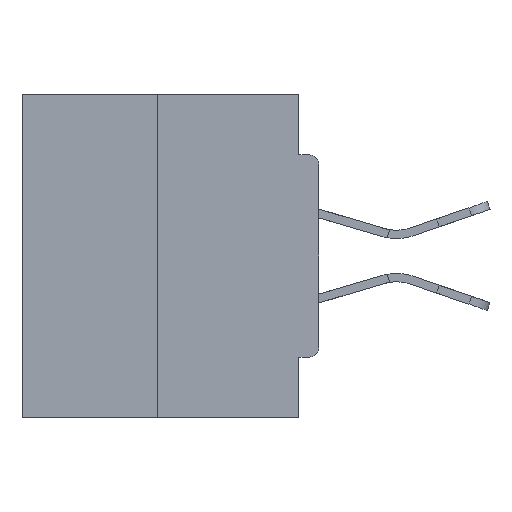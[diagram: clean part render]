
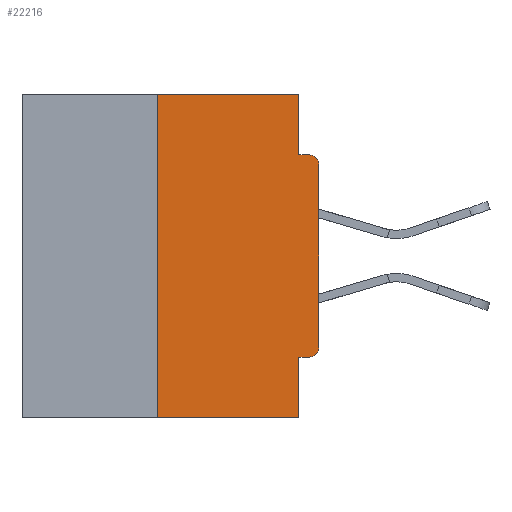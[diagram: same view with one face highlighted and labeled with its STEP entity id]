
A CAD part, left-side view. The second image highlights one B-rep face of the part: STEP entity #22216.
In plain terms, the highlighted planar face has unit normal (-1, 0, 0).
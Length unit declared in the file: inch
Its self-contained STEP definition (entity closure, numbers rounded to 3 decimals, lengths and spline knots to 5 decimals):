
#84 = CARTESIAN_POINT ( 'NONE',  ( 0., 0.46, 0. ) ) ;
#1048 = VERTEX_POINT ( 'NONE', #28736 ) ;
#1213 = CARTESIAN_POINT ( 'NONE',  ( 0., 0., 0. ) ) ;
#1560 = VECTOR ( 'NONE', #22011, 39.37008 ) ;
#1687 = LINE ( 'NONE', #6987, #13972 ) ;
#2302 = EDGE_LOOP ( 'NONE', ( #23672, #31977, #14554, #24458, #5401, #6706, #21474, #22013, #21057, #27142 ) ) ;
#2774 = EDGE_CURVE ( 'NONE', #9725, #14853, #17927, .T. ) ;
#2830 = FACE_OUTER_BOUND ( 'NONE', #2302, .T. ) ;
#2953 = DIRECTION ( 'NONE',  ( -1., 0., 0. ) ) ;
#3265 = LINE ( 'NONE', #84, #1560 ) ;
#3363 = LINE ( 'NONE', #1213, #24009 ) ;
#4376 = EDGE_CURVE ( 'NONE', #1048, #25177, #20404, .T. ) ;
#5270 = VERTEX_POINT ( 'NONE', #33088 ) ;
#5289 = EDGE_CURVE ( 'NONE', #5270, #26126, #3363, .T. ) ;
#5401 = ORIENTED_EDGE ( 'NONE', *, *, #2774, .F. ) ;
#6619 = CARTESIAN_POINT ( 'NONE',  ( 0., 0.031, 0. ) ) ;
#6706 = ORIENTED_EDGE ( 'NONE', *, *, #18907, .T. ) ;
#6987 = CARTESIAN_POINT ( 'NONE',  ( 0., 0., -0.0935 ) ) ;
#8057 = DIRECTION ( 'NONE',  ( 0., -1., 0. ) ) ;
#8597 = CARTESIAN_POINT ( 'NONE',  ( 0., 0.015, -0.1085 ) ) ;
#9725 = VERTEX_POINT ( 'NONE', #33190 ) ;
#10069 = EDGE_CURVE ( 'NONE', #33663, #21023, #23574, .T. ) ;
#10750 = DIRECTION ( 'NONE',  ( 0., 0., -1. ) ) ;
#10834 = AXIS2_PLACEMENT_3D ( 'NONE', #15726, #16244, #16072 ) ;
#10863 = CARTESIAN_POINT ( 'NONE',  ( 0., 0.46, -0.5 ) ) ;
#11004 = VECTOR ( 'NONE', #20767, 39.37008 ) ;
#11322 = CARTESIAN_POINT ( 'NONE',  ( 0., 0.031, 0. ) ) ;
#11763 = LINE ( 'NONE', #19892, #27695 ) ;
#12673 = CARTESIAN_POINT ( 'NONE',  ( 0., 0.015, -0.0935 ) ) ;
#13391 = CARTESIAN_POINT ( 'NONE',  ( 0., 0.015, -0.3915 ) ) ;
#13926 = EDGE_CURVE ( 'NONE', #21023, #20847, #1687, .T. ) ;
#13972 = VECTOR ( 'NONE', #28573, 39.37008 ) ;
#14554 = ORIENTED_EDGE ( 'NONE', *, *, #21379, .T. ) ;
#14732 = VECTOR ( 'NONE', #8057, 39.37008 ) ;
#14853 = VERTEX_POINT ( 'NONE', #26314 ) ;
#15389 = EDGE_CURVE ( 'NONE', #25177, #33663, #3265, .T. ) ;
#15726 = CARTESIAN_POINT ( 'NONE',  ( 0., 0.46, 0. ) ) ;
#16072 = DIRECTION ( 'NONE',  ( 0., 0., -1. ) ) ;
#16244 = DIRECTION ( 'NONE',  ( 1., 0., 0. ) ) ;
#16769 = DIRECTION ( 'NONE',  ( 0., 0., 1. ) ) ;
#17128 = CARTESIAN_POINT ( 'NONE',  ( 0., 0.031, -0.5 ) ) ;
#17750 = CARTESIAN_POINT ( 'NONE',  ( 0., 0., -0.4065 ) ) ;
#17927 = LINE ( 'NONE', #17750, #11004 ) ;
#18585 = CARTESIAN_POINT ( 'NONE',  ( 0., 0., -0.1085 ) ) ;
#18907 = EDGE_CURVE ( 'NONE', #9725, #5270, #24287, .T. ) ;
#19363 = DIRECTION ( 'NONE',  ( -1., 0., 0. ) ) ;
#19892 = CARTESIAN_POINT ( 'NONE',  ( 0., 0.031, -0.5 ) ) ;
#20404 = LINE ( 'NONE', #28193, #23780 ) ;
#20767 = DIRECTION ( 'NONE',  ( 0., 1., 0. ) ) ;
#20847 = VERTEX_POINT ( 'NONE', #12673 ) ;
#21023 = VERTEX_POINT ( 'NONE', #29837 ) ;
#21052 = EDGE_CURVE ( 'NONE', #14853, #34822, #11763, .T. ) ;
#21057 = ORIENTED_EDGE ( 'NONE', *, *, #13926, .F. ) ;
#21379 = EDGE_CURVE ( 'NONE', #1048, #34822, #32648, .T. ) ;
#21401 = PLANE ( 'NONE',  #10834 ) ;
#21474 = ORIENTED_EDGE ( 'NONE', *, *, #5289, .T. ) ;
#22011 = DIRECTION ( 'NONE',  ( 0., -1., 0. ) ) ;
#22013 = ORIENTED_EDGE ( 'NONE', *, *, #32743, .T. ) ;
#22216 = ADVANCED_FACE ( 'NONE', ( #2830 ), #21401, .F. ) ;
#22570 = AXIS2_PLACEMENT_3D ( 'NONE', #13391, #2953, #10750 ) ;
#23574 = LINE ( 'NONE', #6619, #34303 ) ;
#23672 = ORIENTED_EDGE ( 'NONE', *, *, #15389, .F. ) ;
#23780 = VECTOR ( 'NONE', #33351, 39.37008 ) ;
#24009 = VECTOR ( 'NONE', #16769, 39.37008 ) ;
#24287 = CIRCLE ( 'NONE', #22570, 0.015 ) ;
#24458 = ORIENTED_EDGE ( 'NONE', *, *, #21052, .F. ) ;
#25177 = VERTEX_POINT ( 'NONE', #31130 ) ;
#26126 = VERTEX_POINT ( 'NONE', #18585 ) ;
#26314 = CARTESIAN_POINT ( 'NONE',  ( 0., 0.031, -0.4065 ) ) ;
#27002 = CIRCLE ( 'NONE', #29854, 0.015 ) ;
#27142 = ORIENTED_EDGE ( 'NONE', *, *, #10069, .F. ) ;
#27504 = DIRECTION ( 'NONE',  ( 0., 0., -1. ) ) ;
#27695 = VECTOR ( 'NONE', #30703, 39.37008 ) ;
#28193 = CARTESIAN_POINT ( 'NONE',  ( 0., 0.25, 0. ) ) ;
#28199 = DIRECTION ( 'NONE',  ( 0., 0., -1. ) ) ;
#28573 = DIRECTION ( 'NONE',  ( 0., -1., 0. ) ) ;
#28736 = CARTESIAN_POINT ( 'NONE',  ( 0., 0.25, -0.5 ) ) ;
#29837 = CARTESIAN_POINT ( 'NONE',  ( 0., 0.031, -0.0935 ) ) ;
#29854 = AXIS2_PLACEMENT_3D ( 'NONE', #8597, #19363, #27504 ) ;
#30703 = DIRECTION ( 'NONE',  ( 0., 0., -1. ) ) ;
#31130 = CARTESIAN_POINT ( 'NONE',  ( 0., 0.25, 0. ) ) ;
#31977 = ORIENTED_EDGE ( 'NONE', *, *, #4376, .F. ) ;
#32648 = LINE ( 'NONE', #10863, #14732 ) ;
#32743 = EDGE_CURVE ( 'NONE', #26126, #20847, #27002, .T. ) ;
#33088 = CARTESIAN_POINT ( 'NONE',  ( 0., 0., -0.3915 ) ) ;
#33190 = CARTESIAN_POINT ( 'NONE',  ( 0., 0.015, -0.4065 ) ) ;
#33351 = DIRECTION ( 'NONE',  ( 0., 0., 1. ) ) ;
#33663 = VERTEX_POINT ( 'NONE', #11322 ) ;
#34303 = VECTOR ( 'NONE', #28199, 39.37008 ) ;
#34822 = VERTEX_POINT ( 'NONE', #17128 ) ;
